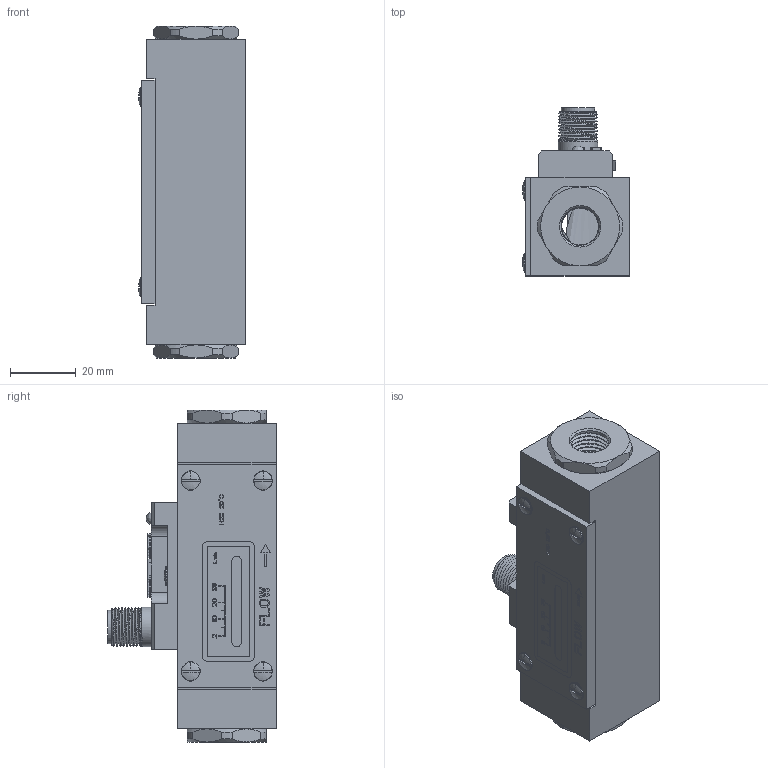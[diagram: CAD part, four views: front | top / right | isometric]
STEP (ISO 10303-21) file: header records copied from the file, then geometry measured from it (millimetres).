
FILE_DESCRIPTION(/* description */ (''),/* implementation_level */ '2;1');
FILE_NAME(/* name */ 'FC220-G14K-DC-S-008--1.stp',/* time_stamp */ '2023-08-04T10:58:07+08:00',/* author */ (''),/* organization */ (''),/* preprocessor_version */ 'ST-DEVELOPER v16.7',/* originating_system */ 'SIEMENS PLM Software NX 12.0',/* authorisation */ '');
FILE_SCHEMA (('AUTOMOTIVE_DESIGN { 1 0 10303 214 3 1 1 1 }'));
Products named in the file (1): Mayn648CBEE7ub68
Bounding box: 32.49 x 51.2 x 101 mm (x, y, z)
Volume: 80907.2 mm3; surface area: 37453.5 mm2
Topology: 11 solids, 11 shells, 1975 faces, 5488 edges, 3630 vertices
Faces by surface type: plane 1687, cylinder 117, bspline 103, cone 50, torus 10, sphere 8
Full cylindrical faces by diameter (mm): 1 x8, 2.5 x5, 3 x5, 5.8 x5, 6.8 x1, 8.4 x1, 9.7 x1, 9.8 x1, 10.1 x1, 11.195 x1, 12 x1, 19 x2, 19.1 x1, 19.2 x1, 22.6 x2
Entity records: 84746 total; most frequent: CARTESIAN_POINT 35712, ORIENTED_EDGE 10642, DIRECTION 8973, EDGE_CURVE 5321, LINE 4703, VECTOR 4703, VERTEX_POINT 3557, EDGE_LOOP 2165
